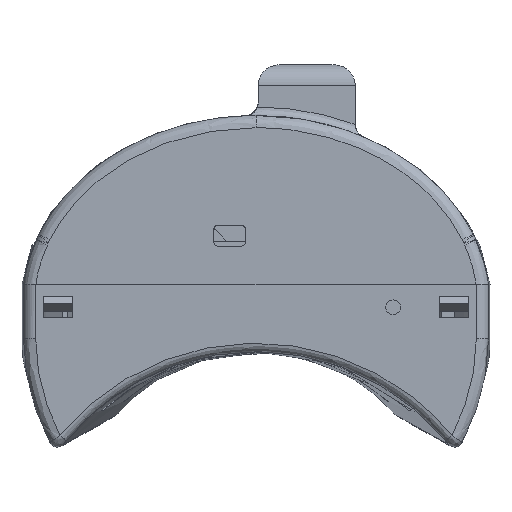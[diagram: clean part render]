
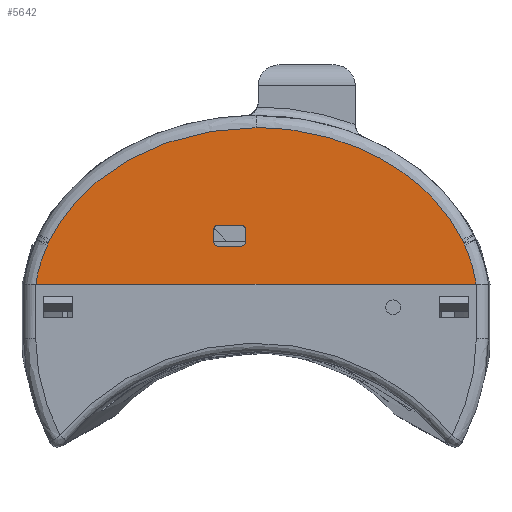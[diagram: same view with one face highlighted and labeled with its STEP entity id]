
A CAD part, left-side view. The second image highlights one B-rep face of the part: STEP entity #5642.
In plain terms, the highlighted planar face has unit normal (-1, 0, 0).
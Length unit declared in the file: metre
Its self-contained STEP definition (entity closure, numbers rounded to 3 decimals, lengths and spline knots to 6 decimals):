
#206=CIRCLE('',#6001,0.001);
#207=CIRCLE('',#6002,0.001);
#208=CIRCLE('',#6003,0.001);
#209=CIRCLE('',#6004,0.001);
#210=CIRCLE('',#6005,0.0049);
#211=CIRCLE('',#6006,0.0049);
#414=B_SPLINE_CURVE_WITH_KNOTS('',3,(#8960,#8961,#8962,#8963),
 .UNSPECIFIED.,.F.,.F.,(4,4),(0.,0.000586),
 .UNSPECIFIED.);
#415=B_SPLINE_CURVE_WITH_KNOTS('',3,(#8966,#8967,#8968,#8969),
 .UNSPECIFIED.,.F.,.F.,(4,4),(0.,0.00969),.UNSPECIFIED.);
#416=B_SPLINE_CURVE_WITH_KNOTS('',3,(#8970,#8971,#8972,#8973),
 .UNSPECIFIED.,.F.,.F.,(4,4),(0.,0.009683),.UNSPECIFIED.);
#417=B_SPLINE_CURVE_WITH_KNOTS('',3,(#8975,#8976,#8977,#8978),
 .UNSPECIFIED.,.F.,.F.,(4,4),(0.,0.000586),.UNSPECIFIED.);
#418=B_SPLINE_CURVE_WITH_KNOTS('',3,(#8980,#8981,#8982,#8983),
 .UNSPECIFIED.,.F.,.F.,(4,4),(0.,0.000133),.UNSPECIFIED.);
#419=B_SPLINE_CURVE_WITH_KNOTS('',3,(#8987,#8988,#8989,#8990,#8991,#8992,
#8993,#8994,#8995,#8996,#8997,#8998),.UNSPECIFIED.,.F.,.F.,(4,1,1,1,1,1,
1,1,1,4),(0.,0.007261,0.014523,0.018154,
0.021784,0.029046,0.036307,0.043569,
0.05083,0.058092),.UNSPECIFIED.);
#420=B_SPLINE_CURVE_WITH_KNOTS('',3,(#9000,#9001,#9002,#9003,#9004,#9005,
#9006,#9007,#9008,#9009),.UNSPECIFIED.,.F.,.F.,(4,1,1,1,1,1,1,4),(0.,0.01456,
0.02184,0.02912,0.0364,0.04368,
0.05096,0.05824),.UNSPECIFIED.);
#421=B_SPLINE_CURVE_WITH_KNOTS('',3,(#9013,#9014,#9015,#9016),
 .UNSPECIFIED.,.F.,.F.,(4,4),(0.,0.000133),
 .UNSPECIFIED.);
#845=ORIENTED_EDGE('',*,*,#2532,.F.);
#846=ORIENTED_EDGE('',*,*,#2533,.T.);
#847=ORIENTED_EDGE('',*,*,#2534,.T.);
#848=ORIENTED_EDGE('',*,*,#2535,.T.);
#849=ORIENTED_EDGE('',*,*,#2536,.F.);
#850=ORIENTED_EDGE('',*,*,#2537,.T.);
#851=ORIENTED_EDGE('',*,*,#2538,.F.);
#852=ORIENTED_EDGE('',*,*,#2539,.T.);
#853=ORIENTED_EDGE('',*,*,#2540,.T.);
#854=ORIENTED_EDGE('',*,*,#2541,.T.);
#855=ORIENTED_EDGE('',*,*,#2507,.F.);
#856=ORIENTED_EDGE('',*,*,#2542,.T.);
#857=ORIENTED_EDGE('',*,*,#2543,.T.);
#858=ORIENTED_EDGE('',*,*,#2544,.T.);
#859=ORIENTED_EDGE('',*,*,#2545,.T.);
#860=ORIENTED_EDGE('',*,*,#2546,.T.);
#861=ORIENTED_EDGE('',*,*,#2547,.T.);
#862=ORIENTED_EDGE('',*,*,#2548,.T.);
#863=ORIENTED_EDGE('',*,*,#2549,.T.);
#2507=EDGE_CURVE('',#3346,#3347,#3878,.T.);
#2532=EDGE_CURVE('',#3366,#3367,#3881,.T.);
#2533=EDGE_CURVE('',#3366,#3368,#206,.F.);
#2534=EDGE_CURVE('',#3368,#3369,#3882,.T.);
#2535=EDGE_CURVE('',#3369,#3370,#207,.F.);
#2536=EDGE_CURVE('',#3371,#3370,#3883,.T.);
#2537=EDGE_CURVE('',#3371,#3372,#208,.F.);
#2538=EDGE_CURVE('',#3373,#3372,#3884,.T.);
#2539=EDGE_CURVE('',#3373,#3367,#209,.F.);
#2540=EDGE_CURVE('',#3374,#3375,#414,.T.);
#2541=EDGE_CURVE('',#3375,#3347,#415,.T.);
#2542=EDGE_CURVE('',#3346,#3376,#416,.T.);
#2543=EDGE_CURVE('',#3376,#3377,#417,.T.);
#2544=EDGE_CURVE('',#3377,#3378,#418,.T.);
#2545=EDGE_CURVE('',#3378,#3379,#210,.F.);
#2546=EDGE_CURVE('',#3379,#3380,#419,.T.);
#2547=EDGE_CURVE('',#3380,#3381,#420,.T.);
#2548=EDGE_CURVE('',#3381,#3382,#211,.F.);
#2549=EDGE_CURVE('',#3382,#3374,#421,.T.);
#3346=VERTEX_POINT('',#8747);
#3347=VERTEX_POINT('',#8749);
#3366=VERTEX_POINT('',#8945);
#3367=VERTEX_POINT('',#8946);
#3368=VERTEX_POINT('',#8948);
#3369=VERTEX_POINT('',#8950);
#3370=VERTEX_POINT('',#8952);
#3371=VERTEX_POINT('',#8954);
#3372=VERTEX_POINT('',#8956);
#3373=VERTEX_POINT('',#8958);
#3374=VERTEX_POINT('',#8964);
#3375=VERTEX_POINT('',#8965);
#3376=VERTEX_POINT('',#8974);
#3377=VERTEX_POINT('',#8979);
#3378=VERTEX_POINT('',#8984);
#3379=VERTEX_POINT('',#8986);
#3380=VERTEX_POINT('',#8999);
#3381=VERTEX_POINT('',#9010);
#3382=VERTEX_POINT('',#9012);
#3878=LINE('',#8748,#4332);
#3881=LINE('',#8944,#4335);
#3882=LINE('',#8949,#4336);
#3883=LINE('',#8953,#4337);
#3884=LINE('',#8957,#4338);
#4332=VECTOR('',#6576,1.);
#4335=VECTOR('',#6587,1.);
#4336=VECTOR('',#6590,1.);
#4337=VECTOR('',#6593,1.);
#4338=VECTOR('',#6596,1.);
#4707=EDGE_LOOP('',(#845,#846,#847,#848,#849,#850,#851,#852));
#4708=EDGE_LOOP('',(#853,#854,#855,#856,#857,#858,#859,#860,#861,#862,#863));
#5093=FACE_BOUND('',#4707,.T.);
#5094=FACE_BOUND('',#4708,.T.);
#5469=PLANE('',#6000);
#5642=ADVANCED_FACE('',(#5093,#5094),#5469,.T.);
#6000=AXIS2_PLACEMENT_3D('',#8943,#6585,#6586);
#6001=AXIS2_PLACEMENT_3D('',#8947,#6588,#6589);
#6002=AXIS2_PLACEMENT_3D('',#8951,#6591,#6592);
#6003=AXIS2_PLACEMENT_3D('',#8955,#6594,#6595);
#6004=AXIS2_PLACEMENT_3D('',#8959,#6597,#6598);
#6005=AXIS2_PLACEMENT_3D('',#8985,#6599,#6600);
#6006=AXIS2_PLACEMENT_3D('',#9011,#6601,#6602);
#6576=DIRECTION('',(0.,1.,0.));
#6585=DIRECTION('',(-1.,0.,0.));
#6586=DIRECTION('',(0.,0.,1.));
#6587=DIRECTION('',(0.,-1.,0.));
#6588=DIRECTION('',(-1.,0.,0.));
#6589=DIRECTION('',(0.,0.,1.));
#6590=DIRECTION('',(0.,0.,1.));
#6591=DIRECTION('',(-1.,0.,0.));
#6592=DIRECTION('',(0.,0.,1.));
#6593=DIRECTION('',(0.,1.,0.));
#6594=DIRECTION('',(-1.,0.,0.));
#6595=DIRECTION('',(0.,0.,1.));
#6596=DIRECTION('',(0.,0.,1.));
#6597=DIRECTION('',(-1.,0.,0.));
#6598=DIRECTION('',(0.,0.,1.));
#6599=DIRECTION('',(-1.,0.,0.));
#6600=DIRECTION('',(0.,0.,1.));
#6601=DIRECTION('',(-1.,0.,0.));
#6602=DIRECTION('',(0.,0.,1.));
#8747=CARTESIAN_POINT('',(-0.075,-0.052209,0.013));
#8748=CARTESIAN_POINT('',(-0.075,0.,0.013));
#8749=CARTESIAN_POINT('',(-0.075,0.052209,0.013));
#8943=CARTESIAN_POINT('',(-0.075,0.,0.005));
#8944=CARTESIAN_POINT('',(-0.075,0.00625,0.022));
#8945=CARTESIAN_POINT('',(-0.075,0.009,0.022));
#8946=CARTESIAN_POINT('',(-0.075,0.0035,0.022));
#8947=CARTESIAN_POINT('',(-0.075,0.009,0.023));
#8948=CARTESIAN_POINT('',(-0.075,0.01,0.023));
#8949=CARTESIAN_POINT('',(-0.075,0.01,0.0245));
#8950=CARTESIAN_POINT('',(-0.075,0.01,0.026));
#8951=CARTESIAN_POINT('',(-0.075,0.009,0.026));
#8952=CARTESIAN_POINT('',(-0.075,0.009,0.027));
#8953=CARTESIAN_POINT('',(-0.075,0.00625,0.027));
#8954=CARTESIAN_POINT('',(-0.075,0.0035,0.027));
#8955=CARTESIAN_POINT('',(-0.075,0.0035,0.026));
#8956=CARTESIAN_POINT('',(-0.075,0.0025,0.026));
#8957=CARTESIAN_POINT('',(-0.075,0.0025,0.0245));
#8958=CARTESIAN_POINT('',(-0.075,0.0025,0.023));
#8959=CARTESIAN_POINT('',(-0.075,0.0035,0.023));
#8960=CARTESIAN_POINT('',(-0.075,0.049213,0.022796));
#8961=CARTESIAN_POINT('',(-0.075,0.049296,0.022619));
#8962=CARTESIAN_POINT('',(-0.075,0.049378,0.022442));
#8963=CARTESIAN_POINT('',(-0.075,0.049459,0.022264));
#8964=CARTESIAN_POINT('',(-0.075,0.049213,0.022796));
#8965=CARTESIAN_POINT('',(-0.075,0.049459,0.022264));
#8966=CARTESIAN_POINT('',(-0.075,0.049459,0.022264));
#8967=CARTESIAN_POINT('',(-0.075,0.050793,0.019315));
#8968=CARTESIAN_POINT('',(-0.075,0.051732,0.016202));
#8969=CARTESIAN_POINT('',(-0.075,0.052209,0.013));
#8970=CARTESIAN_POINT('',(-0.075,-0.052209,0.013));
#8971=CARTESIAN_POINT('',(-0.075,-0.051732,0.016202));
#8972=CARTESIAN_POINT('',(-0.075,-0.050793,0.019315));
#8973=CARTESIAN_POINT('',(-0.075,-0.049459,0.022264));
#8974=CARTESIAN_POINT('',(-0.075,-0.049459,0.022264));
#8975=CARTESIAN_POINT('',(-0.075,-0.049459,0.022264));
#8976=CARTESIAN_POINT('',(-0.075,-0.049378,0.022442));
#8977=CARTESIAN_POINT('',(-0.075,-0.049296,0.022619));
#8978=CARTESIAN_POINT('',(-0.075,-0.049213,0.022796));
#8979=CARTESIAN_POINT('',(-0.075,-0.049213,0.022796));
#8980=CARTESIAN_POINT('',(-0.075,-0.049213,0.022796));
#8981=CARTESIAN_POINT('',(-0.075,-0.049243,0.02283));
#8982=CARTESIAN_POINT('',(-0.075,-0.049246,0.022883));
#8983=CARTESIAN_POINT('',(-0.075,-0.049221,0.02292));
#8984=CARTESIAN_POINT('',(-0.075,-0.049221,0.02292));
#8985=CARTESIAN_POINT('',(-0.075,-0.053259,0.025695));
#8986=CARTESIAN_POINT('',(-0.075,-0.048873,0.023511));
#8987=CARTESIAN_POINT('',(-0.075,-0.048873,0.023511));
#8988=CARTESIAN_POINT('',(-0.075,-0.047776,0.025714));
#8989=CARTESIAN_POINT('',(-0.075,-0.045198,0.029824));
#8990=CARTESIAN_POINT('',(-0.075,-0.04112,0.034357));
#8991=CARTESIAN_POINT('',(-0.075,-0.037429,0.037587));
#8992=CARTESIAN_POINT('',(-0.075,-0.033549,0.040501));
#8993=CARTESIAN_POINT('',(-0.075,-0.028294,0.043637));
#8994=CARTESIAN_POINT('',(-0.075,-0.021566,0.046536));
#8995=CARTESIAN_POINT('',(-0.075,-0.014579,0.048587));
#8996=CARTESIAN_POINT('',(-0.075,-0.007318,0.049826));
#8997=CARTESIAN_POINT('',(-0.075,-0.00245,0.0501));
#8998=CARTESIAN_POINT('',(-0.075,0.,0.0501));
#8999=CARTESIAN_POINT('',(-0.075,0.,0.0501));
#9000=CARTESIAN_POINT('',(-0.075,0.,0.0501));
#9001=CARTESIAN_POINT('',(-0.075,0.00491,0.0501));
#9002=CARTESIAN_POINT('',(-0.075,0.012133,0.049295));
#9003=CARTESIAN_POINT('',(-0.075,0.021581,0.046534));
#9004=CARTESIAN_POINT('',(-0.075,0.02826,0.043647));
#9005=CARTESIAN_POINT('',(-0.075,0.034474,0.039963));
#9006=CARTESIAN_POINT('',(-0.075,0.040248,0.035316));
#9007=CARTESIAN_POINT('',(-0.075,0.045142,0.029903));
#9008=CARTESIAN_POINT('',(-0.075,0.047773,0.025721));
#9009=CARTESIAN_POINT('',(-0.075,0.048873,0.023511));
#9010=CARTESIAN_POINT('',(-0.075,0.048873,0.023511));
#9011=CARTESIAN_POINT('',(-0.075,0.053259,0.025695));
#9012=CARTESIAN_POINT('',(-0.075,0.049221,0.02292));
#9013=CARTESIAN_POINT('',(-0.075,0.049221,0.02292));
#9014=CARTESIAN_POINT('',(-0.075,0.049246,0.022883));
#9015=CARTESIAN_POINT('',(-0.075,0.049243,0.02283));
#9016=CARTESIAN_POINT('',(-0.075,0.049213,0.022796));
